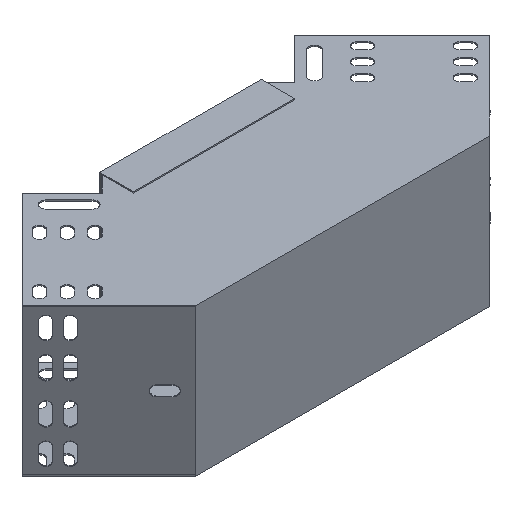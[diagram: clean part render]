
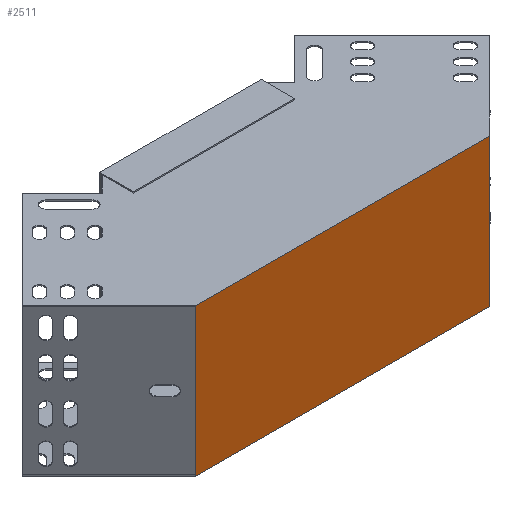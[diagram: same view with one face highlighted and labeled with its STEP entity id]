
A CAD part, isometric view. The second image highlights one B-rep face of the part: STEP entity #2511.
In plain terms, the highlighted planar face has unit normal (0, -1, 0).
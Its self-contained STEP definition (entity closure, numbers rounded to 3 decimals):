
#75 = DIRECTION ( 'NONE',  ( 0., 0., 1. ) ) ;
#127 = CARTESIAN_POINT ( 'NONE',  ( -124.253, -23.927, 25.8 ) ) ;
#389 = VECTOR ( 'NONE', #6412, 1000. ) ;
#399 = ORIENTED_EDGE ( 'NONE', *, *, #7322, .T. ) ;
#428 = EDGE_CURVE ( 'NONE', #4547, #4410, #589, .T. ) ;
#589 = LINE ( 'NONE', #5831, #389 ) ;
#723 = VERTEX_POINT ( 'NONE', #803 ) ;
#803 = CARTESIAN_POINT ( 'NONE',  ( 79.113, -23.927, 25.8 ) ) ;
#974 = CARTESIAN_POINT ( 'NONE',  ( -124.253, -23.927, -75.8 ) ) ;
#1102 = VECTOR ( 'NONE', #4656, 1000. ) ;
#2217 = ORIENTED_EDGE ( 'NONE', *, *, #428, .F. ) ;
#2321 = PLANE ( 'NONE',  #6199 ) ;
#2340 = EDGE_LOOP ( 'NONE', ( #6316, #399, #4884, #2217 ) ) ;
#2511 = ADVANCED_FACE ( 'NONE', ( #3080 ), #2321, .F. ) ;
#2525 = LINE ( 'NONE', #127, #1102 ) ;
#2646 = CARTESIAN_POINT ( 'NONE',  ( -123.349, -23.927, -75.8 ) ) ;
#2768 = DIRECTION ( 'NONE',  ( 1., 0., 0. ) ) ;
#2887 = CARTESIAN_POINT ( 'NONE',  ( -123.018, -23.927, 25. ) ) ;
#3080 = FACE_OUTER_BOUND ( 'NONE', #2340, .T. ) ;
#3405 = DIRECTION ( 'NONE',  ( 0., 1., 0. ) ) ;
#3617 = CARTESIAN_POINT ( 'NONE',  ( -123.349, -23.927, 25.8 ) ) ;
#3763 = VERTEX_POINT ( 'NONE', #7147 ) ;
#4408 = EDGE_CURVE ( 'NONE', #4410, #723, #2525, .T. ) ;
#4410 = VERTEX_POINT ( 'NONE', #3617 ) ;
#4547 = VERTEX_POINT ( 'NONE', #2646 ) ;
#4575 = VECTOR ( 'NONE', #75, 1000. ) ;
#4656 = DIRECTION ( 'NONE',  ( 1., 0., 0. ) ) ;
#4796 = EDGE_CURVE ( 'NONE', #4547, #3763, #7071, .T. ) ;
#4884 = ORIENTED_EDGE ( 'NONE', *, *, #4408, .F. ) ;
#5505 = VECTOR ( 'NONE', #2768, 1000. ) ;
#5831 = CARTESIAN_POINT ( 'NONE',  ( -123.349, -23.927, -75.612 ) ) ;
#6186 = LINE ( 'NONE', #6960, #4575 ) ;
#6199 = AXIS2_PLACEMENT_3D ( 'NONE', #2887, #3405, #7403 ) ;
#6316 = ORIENTED_EDGE ( 'NONE', *, *, #4796, .T. ) ;
#6412 = DIRECTION ( 'NONE',  ( 0., 0., 1. ) ) ;
#6960 = CARTESIAN_POINT ( 'NONE',  ( 79.113, -23.927, -75.612 ) ) ;
#7071 = LINE ( 'NONE', #974, #5505 ) ;
#7147 = CARTESIAN_POINT ( 'NONE',  ( 79.113, -23.927, -75.8 ) ) ;
#7322 = EDGE_CURVE ( 'NONE', #3763, #723, #6186, .T. ) ;
#7403 = DIRECTION ( 'NONE',  ( 0., 0., 1. ) ) ;
